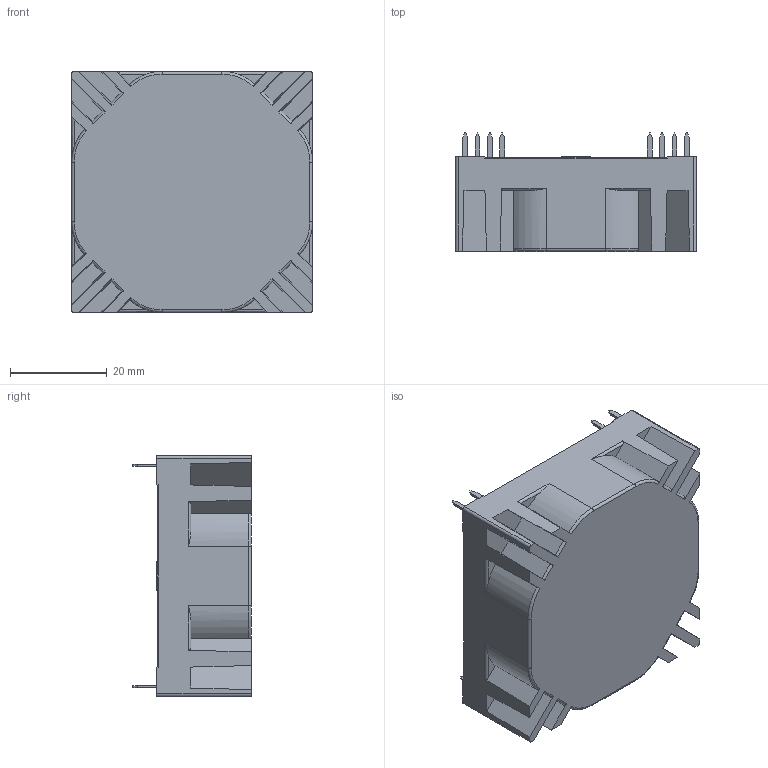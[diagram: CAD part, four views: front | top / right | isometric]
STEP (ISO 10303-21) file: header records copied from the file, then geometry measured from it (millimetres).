
FILE_DESCRIPTION (( 'STEP AP214' ), '1' );
FILE_NAME ('L01-632X Series.STEP', '2018-02-26T14:22:35', ( 'Kamal Priyanath' ), ( '' ), 'SwSTEP 2.0', 'SolidWorks 2015', '' );
FILE_SCHEMA (( 'AUTOMOTIVE_DESIGN' ));
Length unit declared in the file: millimetre
Products named in the file (13): Pin; L01-632X Series; 5VA With fins_25; 5VA With fins
Assembly tree (10 placements, depth 2):
  Pin
  Pin
  Pin
  Pin
  Pin
Bounding box: 49.7 x 24.5 x 49.7 mm (x, y, z)
Volume: 44174.1 mm3; surface area: 10813.8 mm2
Topology: 9 solids, 9 shells, 312 faces, 860 edges, 569 vertices
Faces by surface type: plane 229, cylinder 70, torus 8, cone 3, bspline 2
Entity records: 9077 total; most frequent: CARTESIAN_POINT 2684, ORIENTED_EDGE 962, DIRECTION 814, EDGE_CURVE 481, VECTOR 334, LINE 334, VERTEX_POINT 315, AXIS2_PLACEMENT_3D 240
